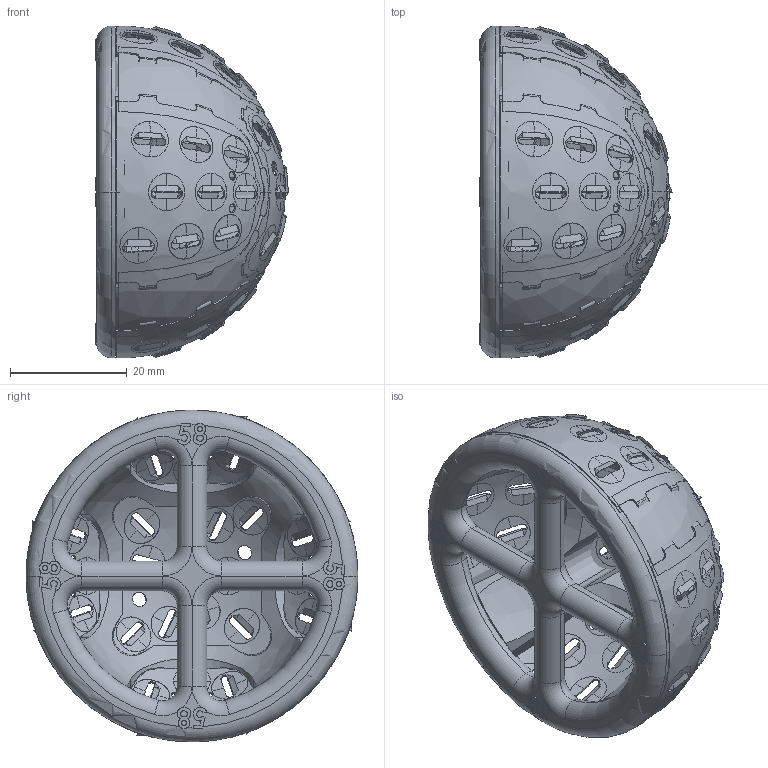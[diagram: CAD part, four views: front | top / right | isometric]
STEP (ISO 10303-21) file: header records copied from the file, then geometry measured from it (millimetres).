
FILE_DESCRIPTION (( 'STEP AP203' ), '1' );
FILE_NAME ('HSR 58-00.STEP', '2020-12-28T15:53:54', ( '' ), ( '' ), 'SwSTEP 2.0', 'SolidWorks 2021', '' );
FILE_SCHEMA (( 'CONFIG_CONTROL_DESIGN' ));
Length unit declared in the file: millimetre
Products named in the file (8): HSR 58-13; HSR 58-12; HSR 58-03; HSR 58-01; HSR 58-05; HSR 58-02; HSR 58-04; HSR 58-00
Assembly tree (28 placements, depth 3):
  HSR 58-00
    HSR 58-01
    HSR 58-12
      HSR 58-02
      HSR 58-04  x10
    HSR 58-13  x4
      HSR 58-03
      HSR 58-04
    HSR 58-05
Bounding box: 32.96 x 56.91 x 56.91 mm (x, y, z)
Volume: 15936 mm3; surface area: 19468.3 mm2
Topology: 53 solids, 53 shells, 2619 faces, 7005 edges, 4222 vertices
Faces by surface type: plane 672, bspline 636, cone 575, cylinder 402, sphere 216, torus 118
Entity records: 42405 total; most frequent: CARTESIAN_POINT 15976, ORIENTED_EDGE 5560, DIRECTION 4983, EDGE_CURVE 2780, AXIS2_PLACEMENT_3D 2001, VERTEX_POINT 1768, CIRCLE 1092, EDGE_LOOP 1086
